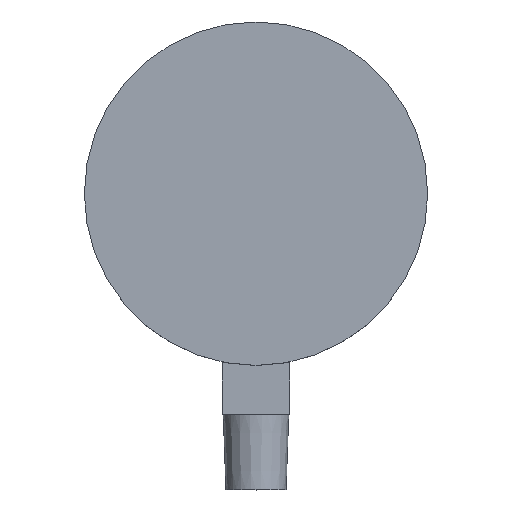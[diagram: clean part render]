
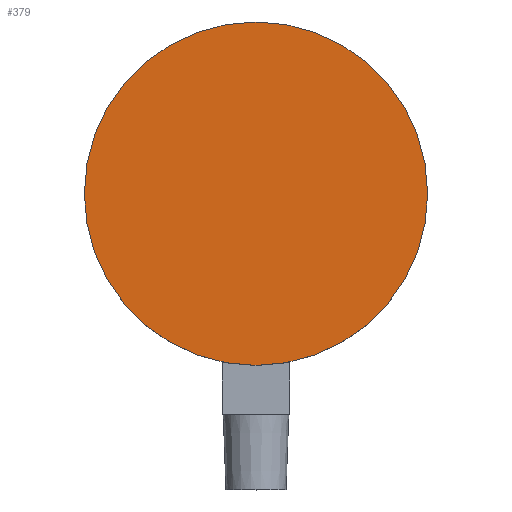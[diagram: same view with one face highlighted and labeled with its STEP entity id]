
A CAD part, top view. The second image highlights one B-rep face of the part: STEP entity #379.
In plain terms, the highlighted planar face has unit normal (0, 0, 1).
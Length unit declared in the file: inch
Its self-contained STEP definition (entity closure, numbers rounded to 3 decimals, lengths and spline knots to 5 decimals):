
#126=CARTESIAN_POINT('',(0.,0.,0.36));
#127=DIRECTION('',(0.,0.,1.));
#128=DIRECTION('',(-1.,0.,0.));
#129=AXIS2_PLACEMENT_3D('',#126,#127,#128);
#131=CARTESIAN_POINT('',(0.,0.,0.36));
#132=DIRECTION('',(0.,0.,1.));
#133=DIRECTION('',(1.,0.,0.));
#134=AXIS2_PLACEMENT_3D('',#131,#132,#133);
#169=CARTESIAN_POINT('',(1.415,0.,0.36));
#171=VERTEX_POINT('',#169);
#173=CARTESIAN_POINT('',(-1.415,0.,0.36));
#175=VERTEX_POINT('',#173);
#369=CARTESIAN_POINT('',(0.,0.,0.36));
#370=DIRECTION('',(0.,0.,-1.));
#371=DIRECTION('',(-1.,0.,0.));
#372=AXIS2_PLACEMENT_3D('',#369,#370,#371);
#373=PLANE('',#372);
#375=ORIENTED_EDGE('',*,*,#374,.F.);
#376=ORIENTED_EDGE('',*,*,#359,.F.);
#377=EDGE_LOOP('',(#375,#376));
#378=FACE_OUTER_BOUND('',#377,.F.);
#379=ADVANCED_FACE('',(#378),#373,.F.);
#130=CIRCLE('',#129,1.415);
#135=CIRCLE('',#134,1.415);
#359=EDGE_CURVE('',#171,#175,#135,.T.);
#374=EDGE_CURVE('',#175,#171,#130,.T.);
